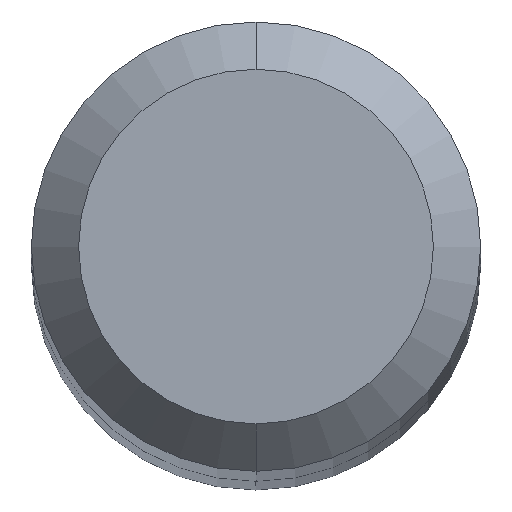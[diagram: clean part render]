
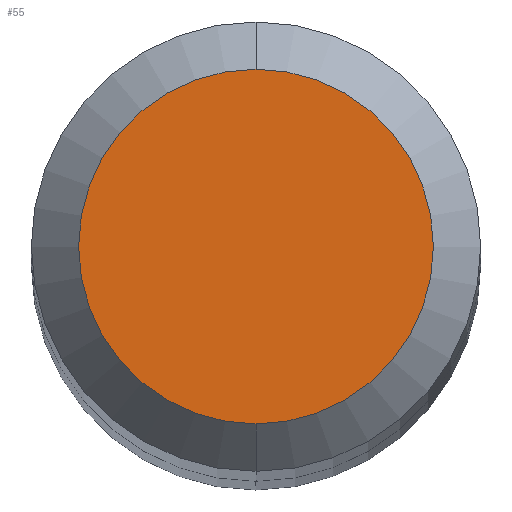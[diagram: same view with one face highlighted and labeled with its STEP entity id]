
A CAD part, top view. The second image highlights one B-rep face of the part: STEP entity #55.
In plain terms, the highlighted planar face has unit normal (0, 0, 1).
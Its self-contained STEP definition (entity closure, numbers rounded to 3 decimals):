
#1 = CARTESIAN_POINT ( 'NONE',  ( 0., -0.75, 46. ) ) ;
#4 = DIRECTION ( 'NONE',  ( 0., 0., -1. ) ) ;
#26 = DIRECTION ( 'NONE',  ( 0., 1., 0. ) ) ;
#30 = DIRECTION ( 'NONE',  ( 0., 1., 0. ) ) ;
#39 = AXIS2_PLACEMENT_3D ( 'NONE', #320, #67, #162 ) ;
#43 = EDGE_CURVE ( 'NONE', #297, #271, #318, .T. ) ;
#55 = ADVANCED_FACE ( 'NONE', ( #211 ), #140, .F. ) ;
#63 = AXIS2_PLACEMENT_3D ( 'NONE', #259, #4, #30 ) ;
#67 = DIRECTION ( 'NONE',  ( 0., 0., -1. ) ) ;
#90 = CIRCLE ( 'NONE', #241, 0.75 ) ;
#99 = DIRECTION ( 'NONE',  ( 0., 0., -1. ) ) ;
#102 = CARTESIAN_POINT ( 'NONE',  ( 0., 0., 46. ) ) ;
#108 = CARTESIAN_POINT ( 'NONE',  ( 0., 0.75, 46. ) ) ;
#118 = EDGE_CURVE ( 'NONE', #271, #297, #90, .T. ) ;
#140 = PLANE ( 'NONE',  #63 ) ;
#162 = DIRECTION ( 'NONE',  ( 0., 1., 0. ) ) ;
#211 = FACE_OUTER_BOUND ( 'NONE', #294, .T. ) ;
#218 = ORIENTED_EDGE ( 'NONE', *, *, #43, .F. ) ;
#241 = AXIS2_PLACEMENT_3D ( 'NONE', #102, #99, #26 ) ;
#259 = CARTESIAN_POINT ( 'NONE',  ( 0., 0., 46. ) ) ;
#271 = VERTEX_POINT ( 'NONE', #1 ) ;
#294 = EDGE_LOOP ( 'NONE', ( #218, #330 ) ) ;
#297 = VERTEX_POINT ( 'NONE', #108 ) ;
#318 = CIRCLE ( 'NONE', #39, 0.75 ) ;
#320 = CARTESIAN_POINT ( 'NONE',  ( 0., 0., 46. ) ) ;
#330 = ORIENTED_EDGE ( 'NONE', *, *, #118, .F. ) ;
